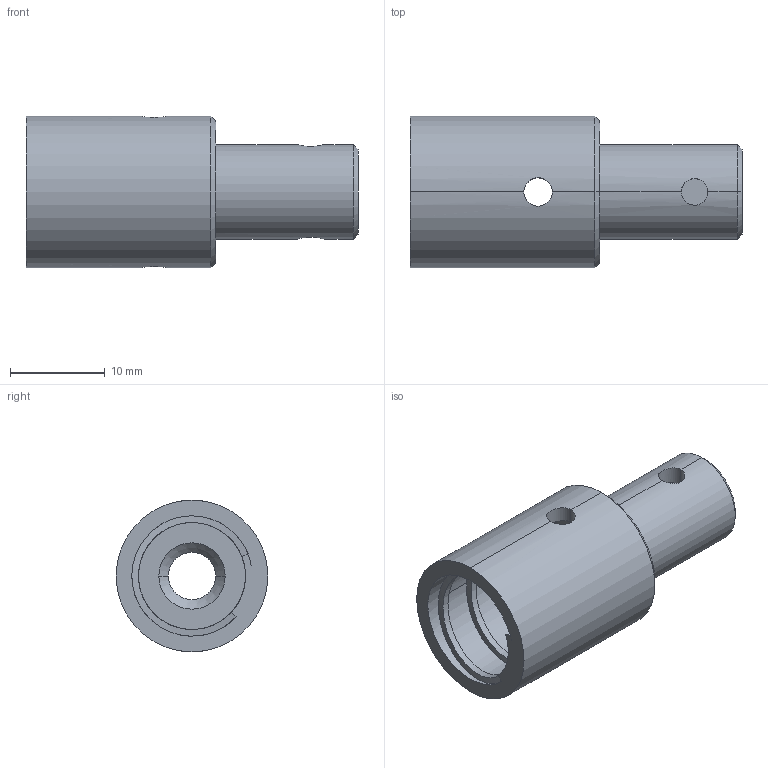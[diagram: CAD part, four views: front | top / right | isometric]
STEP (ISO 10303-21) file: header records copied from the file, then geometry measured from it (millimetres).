
FILE_DESCRIPTION((''),'2;1');
FILE_NAME('CAO_0000113950','2023-04-17T',('roye'),(''),'CREO PARAMETRIC BY PTC INC, 2015290','CREO PARAMETRIC BY PTC INC, 2015290','');
FILE_SCHEMA(('CONFIG_CONTROL_DESIGN'));
Length unit declared in the file: millimetre
Products named in the file (1): CAO_0000113950
Bounding box: 35 x 16 x 16 mm (x, y, z)
Volume: 2905.5 mm3; surface area: 2927.5 mm2
Topology: 1 solids, 1 shells, 43 faces, 109 edges, 66 vertices
Faces by surface type: cylinder 23, cone 8, plane 6, bspline 6
Entity records: 5148 total; most frequent: CARTESIAN_POINT 4148, ORIENTED_EDGE 218, DIRECTION 169, EDGE_CURVE 109, AXIS2_PLACEMENT_3D 66, VERTEX_POINT 66, EDGE_LOOP 47, FACE_OUTER_BOUND 43
